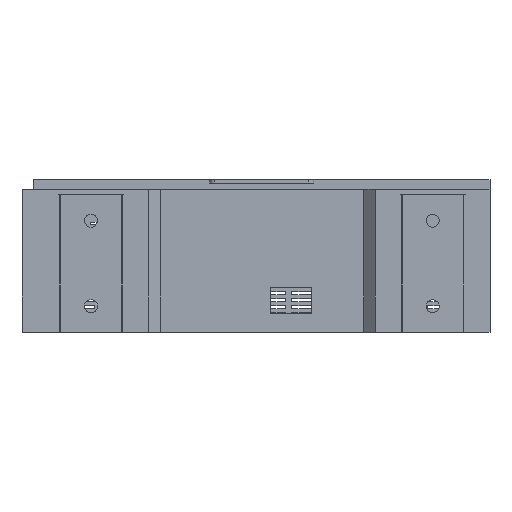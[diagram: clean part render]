
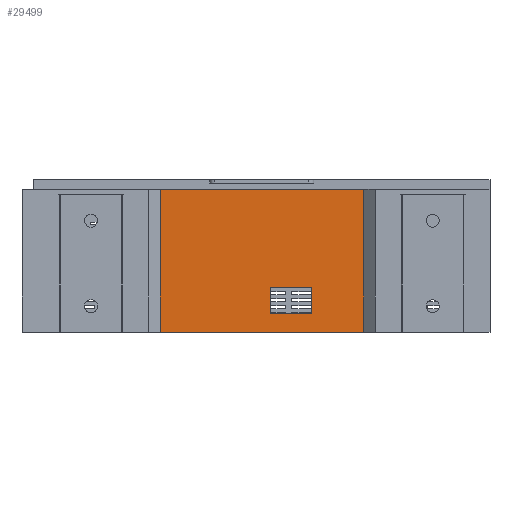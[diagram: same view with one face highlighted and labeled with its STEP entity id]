
A CAD part, front view. The second image highlights one B-rep face of the part: STEP entity #29499.
In plain terms, the highlighted planar face has unit normal (0, -1, 0).
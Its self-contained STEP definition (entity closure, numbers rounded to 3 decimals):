
#561=FACE_BOUND('',#4910,.T.);
#1911=PLANE('',#30926);
#3225=FACE_OUTER_BOUND('',#4909,.T.);
#4909=EDGE_LOOP('',(#25660,#25661,#25662,#25663));
#4910=EDGE_LOOP('',(#25664,#25665,#25666,#25667));
#8683=LINE('',#45012,#12495);
#8686=LINE('',#45018,#12498);
#8687=LINE('',#45020,#12499);
#8688=LINE('',#45021,#12500);
#8689=LINE('',#45024,#12501);
#8690=LINE('',#45026,#12502);
#8691=LINE('',#45028,#12503);
#8692=LINE('',#45029,#12504);
#12495=VECTOR('',#36611,10.);
#12498=VECTOR('',#36616,10.);
#12499=VECTOR('',#36617,10.);
#12500=VECTOR('',#36618,10.);
#12501=VECTOR('',#36619,10.);
#12502=VECTOR('',#36620,10.);
#12503=VECTOR('',#36621,10.);
#12504=VECTOR('',#36622,10.);
#15442=VERTEX_POINT('',#45009);
#15443=VERTEX_POINT('',#45011);
#15445=VERTEX_POINT('',#45017);
#15446=VERTEX_POINT('',#45019);
#15447=VERTEX_POINT('',#45022);
#15448=VERTEX_POINT('',#45023);
#15449=VERTEX_POINT('',#45025);
#15450=VERTEX_POINT('',#45027);
#19245=EDGE_CURVE('',#15442,#15443,#8683,.T.);
#19248=EDGE_CURVE('',#15442,#15445,#8686,.T.);
#19249=EDGE_CURVE('',#15446,#15445,#8687,.T.);
#19250=EDGE_CURVE('',#15446,#15443,#8688,.F.);
#19251=EDGE_CURVE('',#15447,#15448,#8689,.T.);
#19252=EDGE_CURVE('',#15448,#15449,#8690,.T.);
#19253=EDGE_CURVE('',#15449,#15450,#8691,.T.);
#19254=EDGE_CURVE('',#15450,#15447,#8692,.T.);
#25660=ORIENTED_EDGE('',*,*,#19245,.F.);
#25661=ORIENTED_EDGE('',*,*,#19248,.T.);
#25662=ORIENTED_EDGE('',*,*,#19249,.F.);
#25663=ORIENTED_EDGE('',*,*,#19250,.T.);
#25664=ORIENTED_EDGE('',*,*,#19251,.T.);
#25665=ORIENTED_EDGE('',*,*,#19252,.T.);
#25666=ORIENTED_EDGE('',*,*,#19253,.T.);
#25667=ORIENTED_EDGE('',*,*,#19254,.T.);
#29499=ADVANCED_FACE('',(#3225,#561),#1911,.T.);
#30926=AXIS2_PLACEMENT_3D('',#45016,#36614,#36615);
#36611=DIRECTION('',(0.,0.,1.));
#36614=DIRECTION('center_axis',(0.,-1.,0.));
#36615=DIRECTION('ref_axis',(1.,0.,0.));
#36616=DIRECTION('',(1.,0.,0.));
#36617=DIRECTION('',(0.,0.,-1.));
#36618=DIRECTION('',(1.,0.,0.));
#36619=DIRECTION('',(0.,0.,1.));
#36620=DIRECTION('',(1.,0.,0.));
#36621=DIRECTION('',(0.,0.,-1.));
#36622=DIRECTION('',(-1.,0.,0.));
#45009=CARTESIAN_POINT('',(277.817,-341.386,127.201));
#45011=CARTESIAN_POINT('',(277.817,-341.386,182.015));
#45012=CARTESIAN_POINT('',(277.817,-341.386,127.201));
#45016=CARTESIAN_POINT('Origin',(229.317,-341.386,127.201));
#45017=CARTESIAN_POINT('',(356.051,-341.386,127.201));
#45018=CARTESIAN_POINT('',(229.317,-341.386,127.201));
#45019=CARTESIAN_POINT('',(356.051,-341.386,182.015));
#45020=CARTESIAN_POINT('',(356.051,-341.386,127.201));
#45021=CARTESIAN_POINT('',(273.126,-341.386,182.015));
#45022=CARTESIAN_POINT('',(320.151,-341.386,134.476));
#45023=CARTESIAN_POINT('',(320.151,-341.386,144.476));
#45024=CARTESIAN_POINT('',(320.151,-341.386,130.838));
#45025=CARTESIAN_POINT('',(336.151,-341.386,144.476));
#45026=CARTESIAN_POINT('',(274.734,-341.386,144.476));
#45027=CARTESIAN_POINT('',(336.151,-341.386,134.476));
#45028=CARTESIAN_POINT('',(336.151,-341.386,135.838));
#45029=CARTESIAN_POINT('',(282.734,-341.386,134.476));
